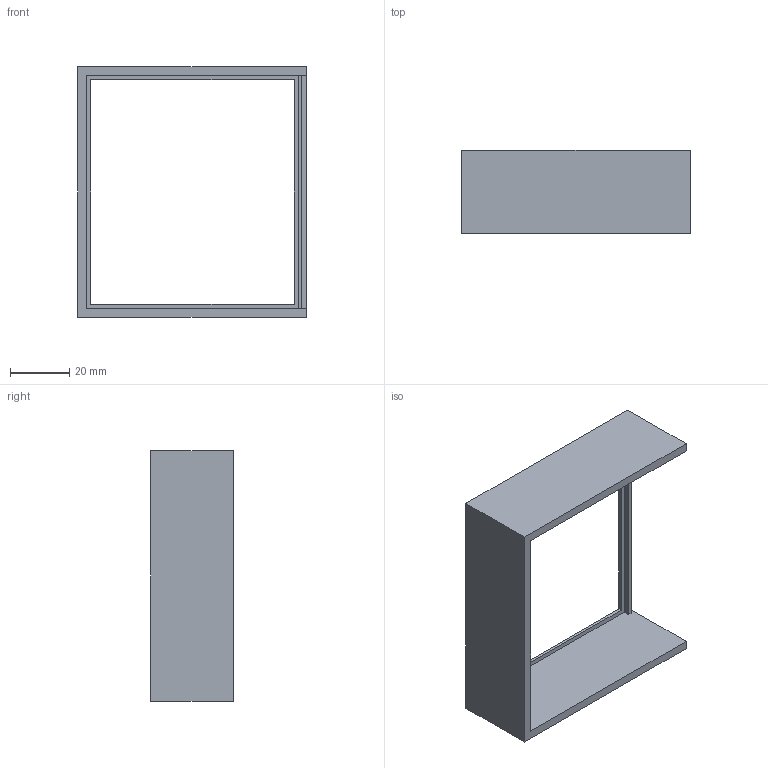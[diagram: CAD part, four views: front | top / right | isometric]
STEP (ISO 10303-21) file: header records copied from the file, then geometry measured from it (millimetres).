
FILE_DESCRIPTION((''),'2;1');
FILE_NAME('CORPO3','2023-03-18T14:20:48',('alexb'),(''),'CREO PARAMETRIC BY PTC INC, 2022164','CREO PARAMETRIC BY PTC INC, 2022164','');
FILE_SCHEMA(('CONFIG_CONTROL_DESIGN'));
Length unit declared in the file: millimetre
Products named in the file (1): CORPO3
Bounding box: 77.53 x 28 x 85 mm (x, y, z)
Volume: 20518.6 mm3; surface area: 16470.8 mm2
Topology: 1 solids, 1 shells, 18 faces, 48 edges, 32 vertices
Faces by surface type: plane 18
Entity records: 594 total; most frequent: CARTESIAN_POINT 98, ORIENTED_EDGE 96, DIRECTION 84, VECTOR 48, LINE 48, EDGE_CURVE 48, VERTEX_POINT 32, EDGE_LOOP 20
